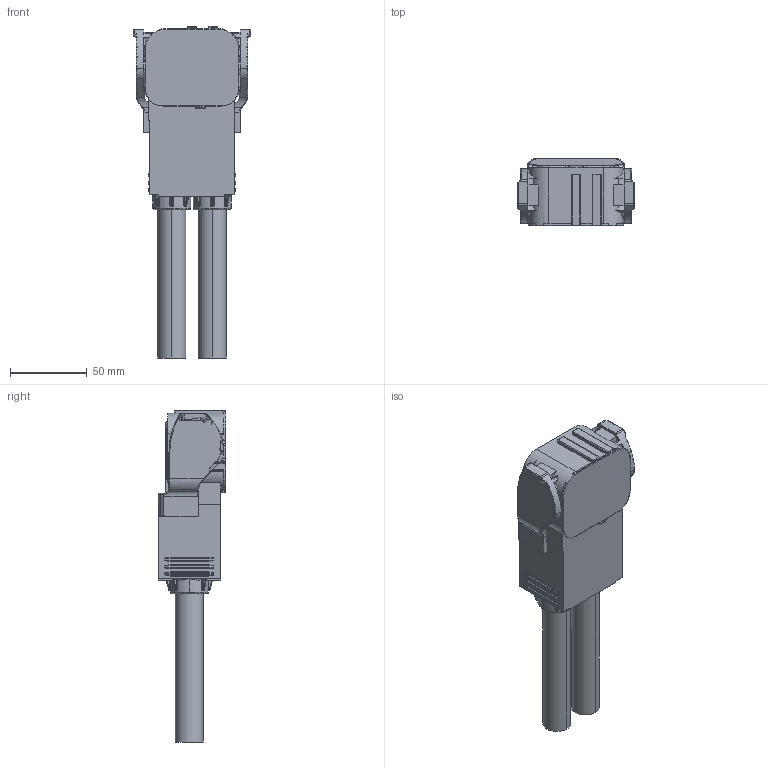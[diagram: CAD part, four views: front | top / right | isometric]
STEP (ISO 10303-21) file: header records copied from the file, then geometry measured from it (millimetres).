
FILE_DESCRIPTION (( 'STEP AP203' ), '1' );
FILE_NAME ('YGEV5²å×ù.STEP', '2023-10-30T09:34:09', ( '' ), ( '' ), 'SwSTEP 2.0', 'SolidWorks 2018', '' );
FILE_SCHEMA (( 'CONFIG_CONTROL_DESIGN' ));
Length unit declared in the file: millimetre
Products named in the file (1): YGEV5脣釱
Bounding box: 76.7 x 44.3 x 216.68 mm (x, y, z)
Volume: 325191.7 mm3; surface area: 45945.4 mm2
Topology: 1 solids, 15 shells, 1906 faces, 5174 edges, 3314 vertices
Faces by surface type: plane 923, cylinder 479, bspline 240, torus 142, cone 108, sphere 14
Entity records: 66200 total; most frequent: CARTESIAN_POINT 19786, ORIENTED_EDGE 10312, DIRECTION 8947, EDGE_CURVE 5156, VERTEX_POINT 3314, AXIS2_PLACEMENT_3D 2985, VECTOR 2977, LINE 2977
